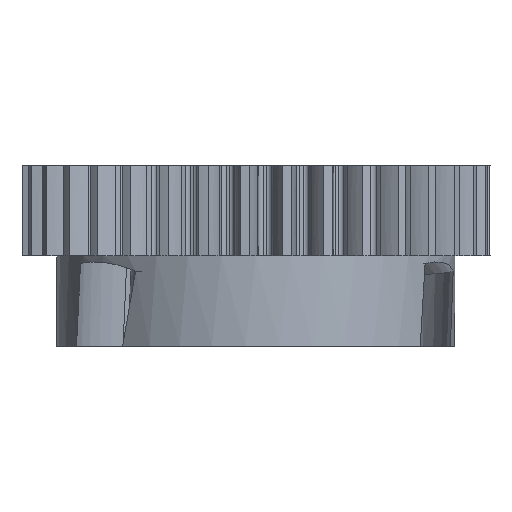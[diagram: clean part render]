
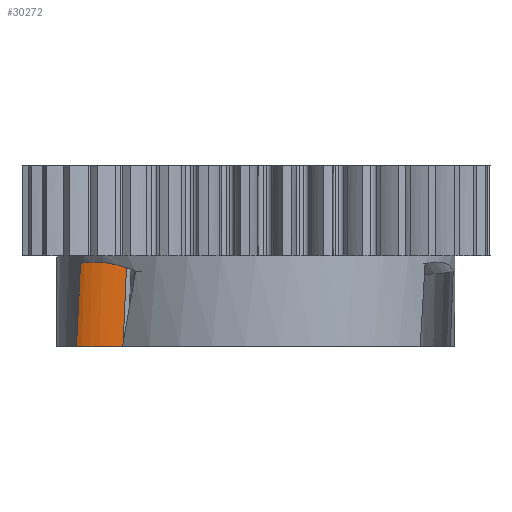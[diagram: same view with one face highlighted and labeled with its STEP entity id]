
A CAD part, front view. The second image highlights one B-rep face of the part: STEP entity #30272.
In plain terms, the highlighted cylindrical face has radius 5.5 mm (diameter 11 mm), a partial arc.
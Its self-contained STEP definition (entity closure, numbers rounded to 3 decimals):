
#1968 = CONICAL_SURFACE('',#1969,5.5,0.785);
#1969 = AXIS2_PLACEMENT_3D('',#1970,#1971,#1972);
#1970 = CARTESIAN_POINT('',(-4.381,-3.762,
    -5.55));
#1971 = DIRECTION('',(-0.044,0.075,
    -0.996));
#1972 = DIRECTION('',(-0.498,0.863,0.087)
  );
#2502 = PLANE('',#2503);
#2503 = AXIS2_PLACEMENT_3D('',#2504,#2505,#2506);
#2504 = CARTESIAN_POINT('',(0.,0.,-10.)
  );
#2505 = DIRECTION('',(0.,0.,-1.));
#2506 = DIRECTION('',(-1.,0.,0.));
#2547 = VERTEX_POINT('',#2548);
#2548 = CARTESIAN_POINT('',(-7.336,1.357,-10.));
#2563 = CYLINDRICAL_SURFACE('',#2564,5.5);
#2564 = AXIS2_PLACEMENT_3D('',#2565,#2566,#2567);
#2565 = CARTESIAN_POINT('',(-4.915,-2.838,-17.75));
#2566 = DIRECTION('',(-0.044,0.075,
    -0.996));
#2567 = DIRECTION('',(-0.498,0.863,0.087)
  );
#2595 = EDGE_CURVE('',#2596,#2547,#2598,.T.);
#2596 = VERTEX_POINT('',#2597);
#2597 = CARTESIAN_POINT('',(-9.908,-4.778,-10.));
#2598 = SURFACE_CURVE('',#2599,(#2604,#2611),.PCURVE_S1.);
#2599 = ELLIPSE('',#2600,5.521,5.5);
#2600 = AXIS2_PLACEMENT_3D('',#2601,#2602,#2603);
#2601 = CARTESIAN_POINT('',(-4.576,-3.425,-10.));
#2602 = DIRECTION('',(0.,0.,-1.));
#2603 = DIRECTION('',(-0.5,0.866,0.));
#2604 = PCURVE('',#2502,#2605);
#2605 = DEFINITIONAL_REPRESENTATION('',(#2606),#2610);
#2606 = ELLIPSE('',#2607,5.521,5.5);
#2607 = AXIS2_PLACEMENT_2D('',#2608,#2609);
#2608 = CARTESIAN_POINT('',(4.576,-3.425));
#2609 = DIRECTION('',(0.5,0.866));
#2610 = ( GEOMETRIC_REPRESENTATION_CONTEXT(2) 
PARAMETRIC_REPRESENTATION_CONTEXT() REPRESENTATION_CONTEXT('2D SPACE',''
  ) );
#2611 = PCURVE('',#2612,#2617);
#2612 = CYLINDRICAL_SURFACE('',#2613,5.5);
#2613 = AXIS2_PLACEMENT_3D('',#2614,#2615,#2616);
#2614 = CARTESIAN_POINT('',(-4.915,-2.838,-17.75));
#2615 = DIRECTION('',(-0.044,0.075,
    -0.996));
#2616 = DIRECTION('',(-0.498,0.863,0.087)
  );
#2617 = DEFINITIONAL_REPRESENTATION('',(#2618),#2642);
#2618 = B_SPLINE_CURVE_WITH_KNOTS('',8,(#2619,#2620,#2621,#2622,#2623,
    #2624,#2625,#2626,#2627,#2628,#2629,#2630,#2631,#2632,#2633,#2634,
    #2635,#2636,#2637,#2638,#2639,#2640,#2641),.UNSPECIFIED.,.F.,.F.,(9,
    7,7,9),(0.,1.571,3.927,6.283),
  .UNSPECIFIED.);
#2619 = CARTESIAN_POINT('',(-6.283,-7.298));
#2620 = CARTESIAN_POINT('',(-6.087,-7.298));
#2621 = CARTESIAN_POINT('',(-5.89,-7.32));
#2622 = CARTESIAN_POINT('',(-5.694,-7.362));
#2623 = CARTESIAN_POINT('',(-5.498,-7.424));
#2624 = CARTESIAN_POINT('',(-5.301,-7.502));
#2625 = CARTESIAN_POINT('',(-5.105,-7.591));
#2626 = CARTESIAN_POINT('',(-4.909,-7.685));
#2627 = CARTESIAN_POINT('',(-4.418,-7.921));
#2628 = CARTESIAN_POINT('',(-4.123,-8.063));
#2629 = CARTESIAN_POINT('',(-3.829,-8.186));
#2630 = CARTESIAN_POINT('',(-3.534,-8.272));
#2631 = CARTESIAN_POINT('',(-3.24,-8.306));
#2632 = CARTESIAN_POINT('',(-2.945,-8.287));
#2633 = CARTESIAN_POINT('',(-2.651,-8.22));
#2634 = CARTESIAN_POINT('',(-2.062,-8.02));
#2635 = CARTESIAN_POINT('',(-1.767,-7.886));
#2636 = CARTESIAN_POINT('',(-1.473,-7.731));
#2637 = CARTESIAN_POINT('',(-1.178,-7.576));
#2638 = CARTESIAN_POINT('',(-0.884,-7.442));
#2639 = CARTESIAN_POINT('',(-0.589,-7.346));
#2640 = CARTESIAN_POINT('',(-0.295,-7.298));
#2641 = CARTESIAN_POINT('',(0.,-7.298));
#2642 = ( GEOMETRIC_REPRESENTATION_CONTEXT(2) 
PARAMETRIC_REPRESENTATION_CONTEXT() REPRESENTATION_CONTEXT('2D SPACE',''
  ) );
#2665 = CYLINDRICAL_SURFACE('',#2666,11.);
#2666 = AXIS2_PLACEMENT_3D('',#2667,#2668,#2669);
#2667 = CARTESIAN_POINT('',(0.,0.,0.));
#2668 = DIRECTION('',(0.,0.,1.));
#2669 = DIRECTION('',(-1.,0.,0.));
#6147 = VERTEX_POINT('',#6148);
#6148 = CARTESIAN_POINT('',(-7.121,0.983,
    -5.071));
#27246 = EDGE_CURVE('',#2547,#6147,#27247,.T.);
#27247 = SURFACE_CURVE('',#27248,(#27252,#27259),.PCURVE_S1.);
#27248 = LINE('',#27249,#27250);
#27249 = CARTESIAN_POINT('',(-7.654,1.908,
    -17.271));
#27250 = VECTOR('',#27251,1.);
#27251 = DIRECTION('',(0.044,-0.075,
    0.996));
#27252 = PCURVE('',#2563,#27253);
#27253 = DEFINITIONAL_REPRESENTATION('',(#27254),#27258);
#27254 = LINE('',#27255,#27256);
#27255 = CARTESIAN_POINT('',(-6.283,0.));
#27256 = VECTOR('',#27257,1.);
#27257 = DIRECTION('',(-0.,-1.));
#27258 = ( GEOMETRIC_REPRESENTATION_CONTEXT(2) 
PARAMETRIC_REPRESENTATION_CONTEXT() REPRESENTATION_CONTEXT('2D SPACE',''
  ) );
#27259 = PCURVE('',#2612,#27260);
#27260 = DEFINITIONAL_REPRESENTATION('',(#27261),#27265);
#27261 = LINE('',#27262,#27263);
#27262 = CARTESIAN_POINT('',(-0.,0.));
#27263 = VECTOR('',#27264,1.);
#27264 = DIRECTION('',(-0.,-1.));
#27265 = ( GEOMETRIC_REPRESENTATION_CONTEXT(2) 
PARAMETRIC_REPRESENTATION_CONTEXT() REPRESENTATION_CONTEXT('2D SPACE',''
  ) );
#27613 = VERTEX_POINT('',#27614);
#27614 = CARTESIAN_POINT('',(-9.683,-5.219,
    -5.429));
#27707 = EDGE_CURVE('',#2596,#27613,#27708,.T.);
#27708 = SURFACE_CURVE('',#27709,(#27716,#27726),.PCURVE_S1.);
#27709 = B_SPLINE_CURVE_WITH_KNOTS('',5,(#27710,#27711,#27712,#27713,
    #27714,#27715),.UNSPECIFIED.,.F.,.F.,(6,6),(0.,1.),
  .PIECEWISE_BEZIER_KNOTS.);
#27710 = CARTESIAN_POINT('',(-9.926,-4.74,
    -10.349));
#27711 = CARTESIAN_POINT('',(-9.875,-4.848,
    -9.365));
#27712 = CARTESIAN_POINT('',(-9.825,-4.949,
    -8.382));
#27713 = CARTESIAN_POINT('',(-9.776,-5.044,
    -7.398));
#27714 = CARTESIAN_POINT('',(-9.729,-5.134,
    -6.413));
#27715 = CARTESIAN_POINT('',(-9.683,-5.219,
    -5.429));
#27716 = PCURVE('',#2665,#27717);
#27717 = DEFINITIONAL_REPRESENTATION('',(#27718),#27725);
#27718 = B_SPLINE_CURVE_WITH_KNOTS('',5,(#27719,#27720,#27721,#27722,
    #27723,#27724),.UNSPECIFIED.,.F.,.F.,(6,6),(0.,1.),
  .PIECEWISE_BEZIER_KNOTS.);
#27719 = CARTESIAN_POINT('',(-5.838,-10.349));
#27720 = CARTESIAN_POINT('',(-5.827,-9.365));
#27721 = CARTESIAN_POINT('',(-5.817,-8.382));
#27722 = CARTESIAN_POINT('',(-5.807,-7.398));
#27723 = CARTESIAN_POINT('',(-5.798,-6.413));
#27724 = CARTESIAN_POINT('',(-5.789,-5.429));
#27725 = ( GEOMETRIC_REPRESENTATION_CONTEXT(2) 
PARAMETRIC_REPRESENTATION_CONTEXT() REPRESENTATION_CONTEXT('2D SPACE',''
  ) );
#27726 = PCURVE('',#2612,#27727);
#27727 = DEFINITIONAL_REPRESENTATION('',(#27728),#27735);
#27728 = B_SPLINE_CURVE_WITH_KNOTS('',5,(#27729,#27730,#27731,#27732,
    #27733,#27734),.UNSPECIFIED.,.F.,.F.,(6,6),(0.,1.),
  .PIECEWISE_BEZIER_KNOTS.);
#27729 = CARTESIAN_POINT('',(-1.295,-7.298));
#27730 = CARTESIAN_POINT('',(-1.301,-8.288));
#27731 = CARTESIAN_POINT('',(-1.306,-9.278));
#27732 = CARTESIAN_POINT('',(-1.31,-10.267));
#27733 = CARTESIAN_POINT('',(-1.312,-11.257));
#27734 = CARTESIAN_POINT('',(-1.314,-12.246));
#27735 = ( GEOMETRIC_REPRESENTATION_CONTEXT(2) 
PARAMETRIC_REPRESENTATION_CONTEXT() REPRESENTATION_CONTEXT('2D SPACE',''
  ) );
#28179 = EDGE_CURVE('',#27613,#6147,#28180,.T.);
#28180 = SURFACE_CURVE('',#28181,(#28186,#28193),.PCURVE_S1.);
#28181 = CIRCLE('',#28182,5.5);
#28182 = AXIS2_PLACEMENT_3D('',#28183,#28184,#28185);
#28183 = CARTESIAN_POINT('',(-4.381,-3.762,
    -5.55));
#28184 = DIRECTION('',(-0.044,0.075,
    -0.996));
#28185 = DIRECTION('',(-0.498,0.863,0.087
    ));
#28186 = PCURVE('',#1968,#28187);
#28187 = DEFINITIONAL_REPRESENTATION('',(#28188),#28192);
#28188 = LINE('',#28189,#28190);
#28189 = CARTESIAN_POINT('',(0.,0.));
#28190 = VECTOR('',#28191,1.);
#28191 = DIRECTION('',(1.,-0.));
#28192 = ( GEOMETRIC_REPRESENTATION_CONTEXT(2) 
PARAMETRIC_REPRESENTATION_CONTEXT() REPRESENTATION_CONTEXT('2D SPACE',''
  ) );
#28193 = PCURVE('',#2612,#28194);
#28194 = DEFINITIONAL_REPRESENTATION('',(#28195),#28199);
#28195 = LINE('',#28196,#28197);
#28196 = CARTESIAN_POINT('',(-6.283,-12.246));
#28197 = VECTOR('',#28198,1.);
#28198 = DIRECTION('',(1.,-0.));
#28199 = ( GEOMETRIC_REPRESENTATION_CONTEXT(2) 
PARAMETRIC_REPRESENTATION_CONTEXT() REPRESENTATION_CONTEXT('2D SPACE',''
  ) );
#30272 = ADVANCED_FACE('',(#30273),#2612,.F.);
#30273 = FACE_BOUND('',#30274,.T.);
#30274 = EDGE_LOOP('',(#30275,#30276,#30277,#30278));
#30275 = ORIENTED_EDGE('',*,*,#27707,.F.);
#30276 = ORIENTED_EDGE('',*,*,#2595,.T.);
#30277 = ORIENTED_EDGE('',*,*,#27246,.T.);
#30278 = ORIENTED_EDGE('',*,*,#28179,.F.);
